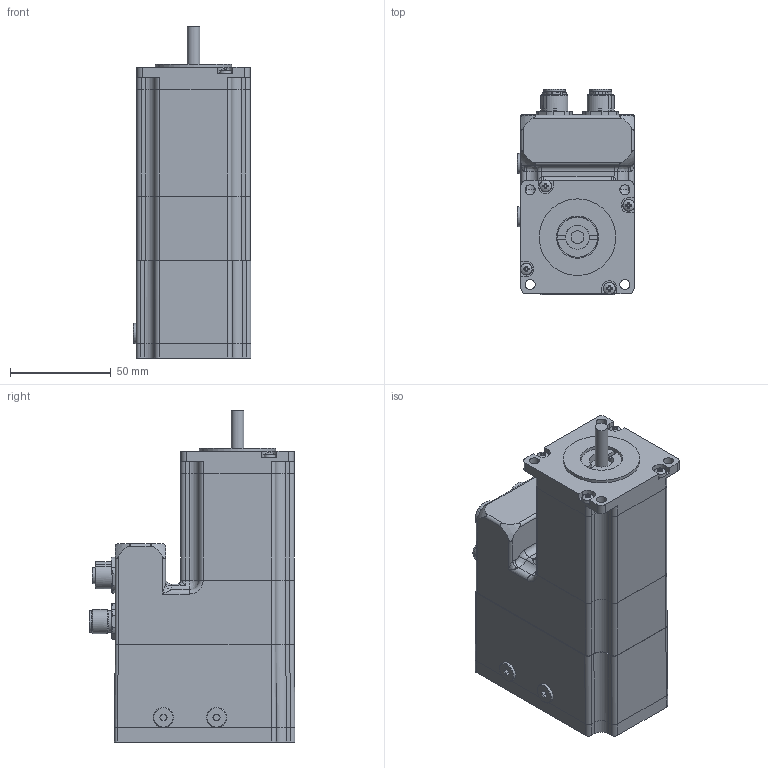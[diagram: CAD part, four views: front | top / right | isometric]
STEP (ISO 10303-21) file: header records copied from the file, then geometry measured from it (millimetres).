
FILE_DESCRIPTION(/* description */ (''),/* implementation_level */ '2;1');
FILE_NAME(/* name */ 'PD4-E591L42-EB-65-1-.stp',/* time_stamp */ '2021-01-21T11:03:25+01:00',/* author */ ('angelika.schneid'),/* organization */ (''),/* preprocessor_version */ 'ST-DEVELOPER v17.2',/* originating_system */ 'Autodesk Inventor 2019',/* authorisation */ '');
FILE_SCHEMA (('AUTOMOTIVE_DESIGN { 1 0 10303 214 3 1 1 }'));
Products named in the file (1): PD4-E591L42-EB-65-1_Shrinkwrap_1
Bounding box: 58.5 x 102.3 x 165.1 mm (x, y, z)
Volume: 455046.4 mm3; surface area: 110908.2 mm2
Topology: 20 solids, 20 shells, 1608 faces, 4396 edges, 2950 vertices
Faces by surface type: plane 834, cylinder 489, cone 170, torus 61, bspline 28, sphere 26
Full cylindrical faces by diameter (mm): 0.217 x4, 0.434 x1, 0.63 x12, 1 x5, 1.1 x22, 1.2 x12, 1.3 x13, 1.7 x4, 2 x2, 2.013 x2, 2.459 x2, 2.5 x6, 2.693 x4, 2.75 x4, 3 x8, 3.2 x4, 3.4 x8, 5 x6, 5.5 x4, 6 x4, 6.35 x1, 10 x2, 10.5 x1, 10.7 x2, 10.75 x1, 10.9 x3, 12 x2, 12.2 x2, 12.9 x2, 15.1 x1
Entity records: 55025 total; most frequent: CARTESIAN_POINT 11419, DIRECTION 9003, ORIENTED_EDGE 8736, EDGE_CURVE 4368, AXIS2_PLACEMENT_3D 3300, VERTEX_POINT 2950, LINE 2403, VECTOR 2403
